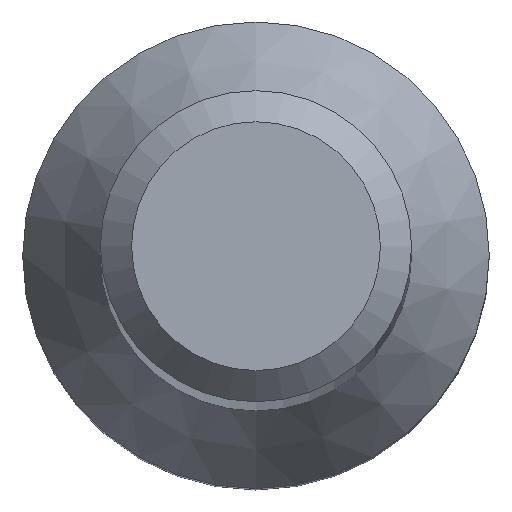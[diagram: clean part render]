
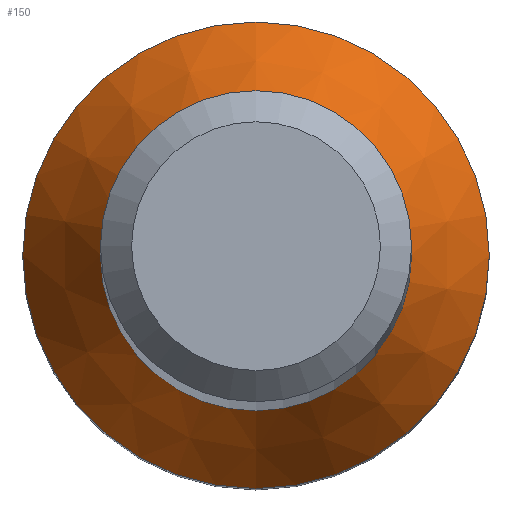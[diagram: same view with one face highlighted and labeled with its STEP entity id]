
A CAD part, top view. The second image highlights one B-rep face of the part: STEP entity #150.
In plain terms, the highlighted conical face has half-angle 30 degrees and reference radius 4.5 mm.
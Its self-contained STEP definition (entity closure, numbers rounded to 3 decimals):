
#20 = ORIENTED_EDGE ( 'NONE', *, *, #116, .F. ) ;
#23 = FACE_BOUND ( 'NONE', #151, .T. ) ;
#36 = EDGE_CURVE ( 'NONE', #156, #156, #239, .T. ) ;
#42 = CARTESIAN_POINT ( 'NONE',  ( 0., 0., 16. ) ) ;
#54 = AXIS2_PLACEMENT_3D ( 'NONE', #42, #172, #152 ) ;
#59 = VERTEX_POINT ( 'NONE', #216 ) ;
#70 = AXIS2_PLACEMENT_3D ( 'NONE', #144, #124, #225 ) ;
#72 = CIRCLE ( 'NONE', #70, 4.5 ) ;
#76 = EDGE_LOOP ( 'NONE', ( #20 ) ) ;
#113 = FACE_OUTER_BOUND ( 'NONE', #76, .T. ) ;
#116 = EDGE_CURVE ( 'NONE', #59, #59, #72, .T. ) ;
#124 = DIRECTION ( 'NONE',  ( 0., 0., -1. ) ) ;
#129 = ORIENTED_EDGE ( 'NONE', *, *, #36, .T. ) ;
#144 = CARTESIAN_POINT ( 'NONE',  ( 0., 0., 16. ) ) ;
#150 = ADVANCED_FACE ( 'NONE', ( #23, #113 ), #162, .T. ) ;
#151 = EDGE_LOOP ( 'NONE', ( #129 ) ) ;
#152 = DIRECTION ( 'NONE',  ( 0., 1., 0. ) ) ;
#156 = VERTEX_POINT ( 'NONE', #234 ) ;
#161 = AXIS2_PLACEMENT_3D ( 'NONE', #199, #167, #221 ) ;
#162 = CONICAL_SURFACE ( 'NONE', #54, 4.5, 0.524 ) ;
#167 = DIRECTION ( 'NONE',  ( 0., 0., -1. ) ) ;
#172 = DIRECTION ( 'NONE',  ( 0., 0., -1. ) ) ;
#199 = CARTESIAN_POINT ( 'NONE',  ( 0., 0., 18.598 ) ) ;
#216 = CARTESIAN_POINT ( 'NONE',  ( 0., 4.5, 16. ) ) ;
#221 = DIRECTION ( 'NONE',  ( 0., 1., 0. ) ) ;
#225 = DIRECTION ( 'NONE',  ( 0., 1., 0. ) ) ;
#234 = CARTESIAN_POINT ( 'NONE',  ( 0., 3., 18.598 ) ) ;
#239 = CIRCLE ( 'NONE', #161, 3. ) ;
